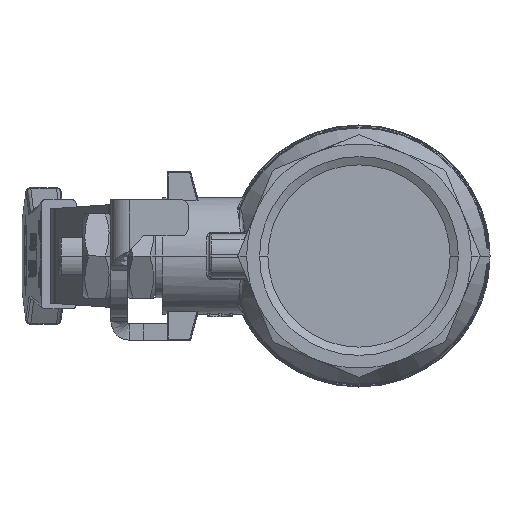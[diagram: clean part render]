
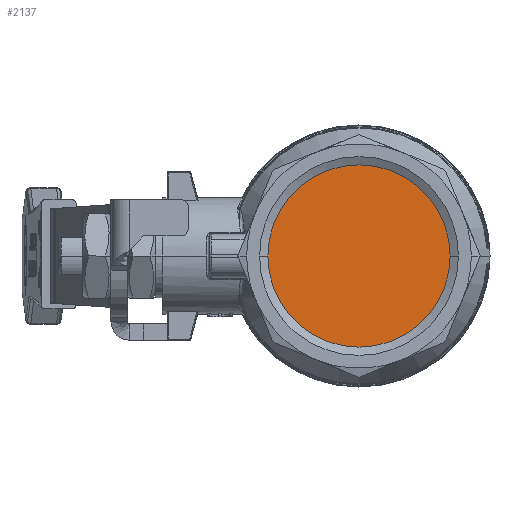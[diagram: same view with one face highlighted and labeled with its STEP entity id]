
A CAD part, left-side view. The second image highlights one B-rep face of the part: STEP entity #2137.
In plain terms, the highlighted planar face has unit normal (-1, 0, 0).
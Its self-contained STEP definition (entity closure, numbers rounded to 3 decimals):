
#2137=ADVANCED_FACE('',(#5731),#5732,.F.);
#5731=FACE_OUTER_BOUND('',#11384,.T.);
#5732=PLANE('',#11385);
#11384=EDGE_LOOP('',(#23778,#23779));
#11385=AXIS2_PLACEMENT_3D('',#23780,#23781,#23782);
#23778=ORIENTED_EDGE('',*,*,#36391,.T.);
#23779=ORIENTED_EDGE('',*,*,#36757,.T.);
#23780=CARTESIAN_POINT('',(-24.5,17.238,0.0));
#23781=DIRECTION('',(1.0,0.,0.));
#23782=DIRECTION('',(0.0,1.0,0.));
#36391=EDGE_CURVE('',#42961,#42963,#42965,.T.);
#36757=EDGE_CURVE('',#42963,#42961,#43487,.T.);
#42961=VERTEX_POINT('',#52752);
#42963=VERTEX_POINT('',#52755);
#42965=CIRCLE('',#52758,19.476);
#43487=CIRCLE('',#53793,19.476);
#52752=CARTESIAN_POINT('',(-24.5,19.476,0.0));
#52755=CARTESIAN_POINT('',(-24.5,-19.476,0.));
#52758=AXIS2_PLACEMENT_3D('',#71058,#71059,#71060);
#53793=AXIS2_PLACEMENT_3D('',#71425,#71426,#71427);
#71058=CARTESIAN_POINT('',(-24.5,0.,0.0));
#71059=DIRECTION('',(-1.0,0.,0.0));
#71060=DIRECTION('',(0.,1.0,0.0));
#71425=CARTESIAN_POINT('',(-24.5,0.,0.0));
#71426=DIRECTION('',(-1.0,0.,0.0));
#71427=DIRECTION('',(0.,1.0,0.0));
